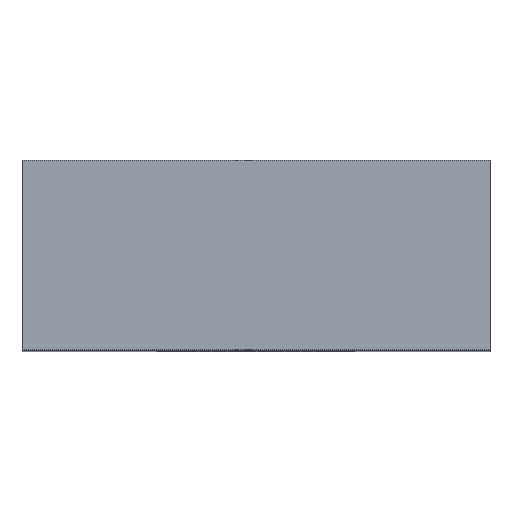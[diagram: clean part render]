
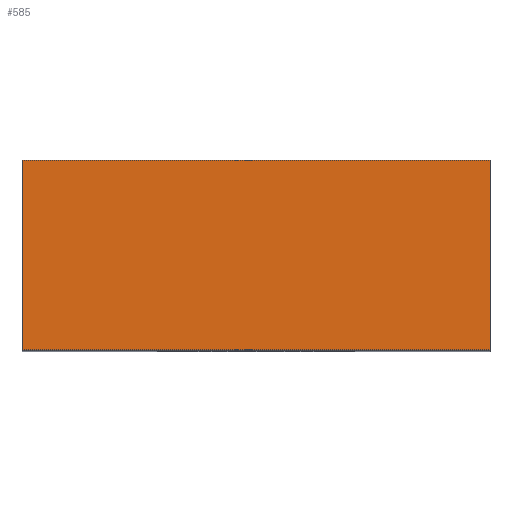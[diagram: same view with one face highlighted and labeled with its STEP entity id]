
A CAD part, top view. The second image highlights one B-rep face of the part: STEP entity #585.
In plain terms, the highlighted planar face has unit normal (0, 0, 1).
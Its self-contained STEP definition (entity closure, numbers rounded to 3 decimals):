
#34=VECTOR('',#35,1.);
#35=DIRECTION('',(1.,0.,0.));
#128=VERTEX_POINT('',#129);
#129=CARTESIAN_POINT('',(-1.72,-1.24,14.));
#134=EDGE_CURVE('',#128,#135,#137,.T.);
#135=VERTEX_POINT('',#136);
#136=CARTESIAN_POINT('',(-1.72,2.,14.));
#137=LINE('',#129,#138);
#138=VECTOR('',#139,1.);
#139=DIRECTION('',(0.,1.,0.));
#260=VERTEX_POINT('',#261);
#261=CARTESIAN_POINT('',(6.28,-1.24,14.));
#263=ORIENTED_EDGE('',*,*,#264,.T.);
#264=EDGE_CURVE('',#260,#265,#267,.T.);
#265=VERTEX_POINT('',#266);
#266=CARTESIAN_POINT('',(6.28,2.,14.));
#267=LINE('',#261,#138);
#579=EDGE_CURVE('',#128,#260,#580,.T.);
#580=LINE('',#129,#34);
#585=ADVANCED_FACE('',(#586),#593,.T.);
#586=FACE_BOUND('',#587,.T.);
#587=EDGE_LOOP('',(#588,#263,#589,#592));
#588=ORIENTED_EDGE('',*,*,#579,.T.);
#589=ORIENTED_EDGE('',*,*,#590,.F.);
#590=EDGE_CURVE('',#135,#265,#591,.T.);
#591=LINE('',#136,#34);
#592=ORIENTED_EDGE('',*,*,#134,.F.);
#593=PLANE('',#594);
#594=AXIS2_PLACEMENT_3D('',#129,#595,#139);
#595=DIRECTION('',(0.,0.,1.));
